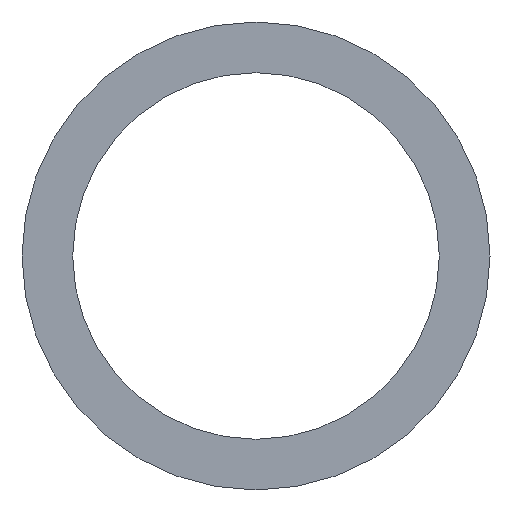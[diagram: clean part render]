
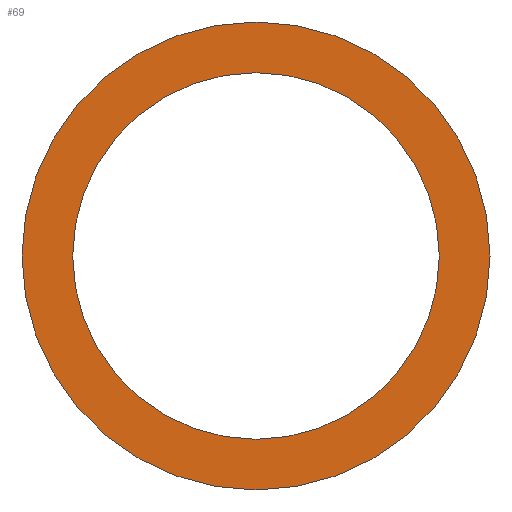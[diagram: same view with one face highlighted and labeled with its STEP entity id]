
A CAD part, top view. The second image highlights one B-rep face of the part: STEP entity #69.
In plain terms, the highlighted planar face has unit normal (0, 0, 1).
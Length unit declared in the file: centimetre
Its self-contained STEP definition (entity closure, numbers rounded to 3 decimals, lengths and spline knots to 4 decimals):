
#21=FACE_BOUND('',#33,.T.);
#23=PLANE('',#80);
#27=FACE_OUTER_BOUND('',#32,.T.);
#32=EDGE_LOOP('',(#62));
#33=EDGE_LOOP('',(#63));
#39=CIRCLE('',#75,45.);
#41=CIRCLE('',#79,35.25);
#43=VERTEX_POINT('',#111);
#45=VERTEX_POINT('',#118);
#48=EDGE_CURVE('',#43,#43,#39,.T.);
#51=EDGE_CURVE('',#45,#45,#41,.T.);
#62=ORIENTED_EDGE('',*,*,#48,.F.);
#63=ORIENTED_EDGE('',*,*,#51,.T.);
#69=ADVANCED_FACE('',(#27,#21),#23,.T.);
#75=AXIS2_PLACEMENT_3D('',#113,#91,#92);
#79=AXIS2_PLACEMENT_3D('',#120,#100,#101);
#80=AXIS2_PLACEMENT_3D('',#121,#102,#103);
#91=DIRECTION('center_axis',(0.,0.,-1.));
#92=DIRECTION('ref_axis',(1.,0.,0.));
#100=DIRECTION('center_axis',(0.,0.,-1.));
#101=DIRECTION('ref_axis',(1.,0.,0.));
#102=DIRECTION('center_axis',(0.,0.,1.));
#103=DIRECTION('ref_axis',(0.,-1.,0.));
#111=CARTESIAN_POINT('',(17.0287,244.5352,12.));
#113=CARTESIAN_POINT('Origin',(-27.9713,244.5352,12.));
#118=CARTESIAN_POINT('',(7.2787,244.5352,12.));
#120=CARTESIAN_POINT('Origin',(-27.9713,244.5352,12.));
#121=CARTESIAN_POINT('Origin',(-72.9713,244.5352,12.));
